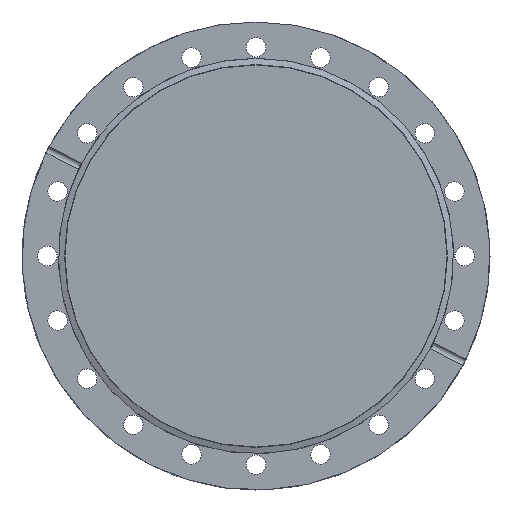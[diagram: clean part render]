
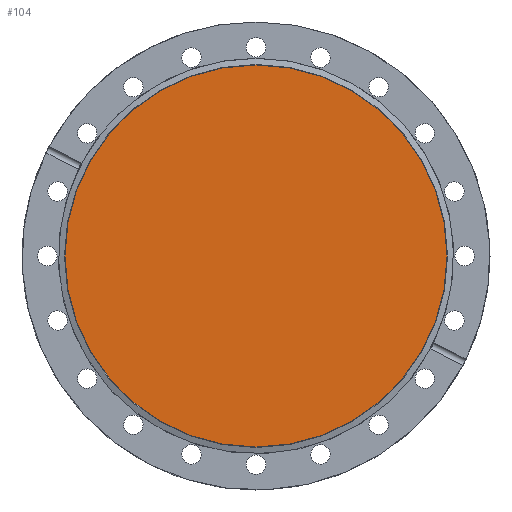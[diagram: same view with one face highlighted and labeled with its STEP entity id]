
A CAD part, left-side view. The second image highlights one B-rep face of the part: STEP entity #104.
In plain terms, the highlighted planar face has unit normal (-1, 0, 0).
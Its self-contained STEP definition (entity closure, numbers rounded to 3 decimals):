
#104 = ADVANCED_FACE( '', ( #266 ), #267, .F. );
#266 = FACE_OUTER_BOUND( '', #427, .T. );
#267 = PLANE( '', #428 );
#427 = EDGE_LOOP( '', ( #650 ) );
#428 = AXIS2_PLACEMENT_3D( '', #651, #652, #653 );
#650 = ORIENTED_EDGE( '', *, *, #758, .T. );
#651 = CARTESIAN_POINT( '', ( -21.1, 0., 82.85 ) );
#652 = DIRECTION( '', ( 1., 0., 0. ) );
#653 = DIRECTION( '', ( 0., 0., -1. ) );
#758 = EDGE_CURVE( '', #894, #894, #895, .T. );
#894 = VERTEX_POINT( '', #1088 );
#895 = CIRCLE( '', #1089, 82.85 );
#1088 = CARTESIAN_POINT( '', ( -21.1, 0., 82.85 ) );
#1089 = AXIS2_PLACEMENT_3D( '', #1238, #1239, #1240 );
#1238 = CARTESIAN_POINT( '', ( -21.1, 0., 0. ) );
#1239 = DIRECTION( '', ( -1., 0., 0. ) );
#1240 = DIRECTION( '', ( 0., 0., 1. ) );
